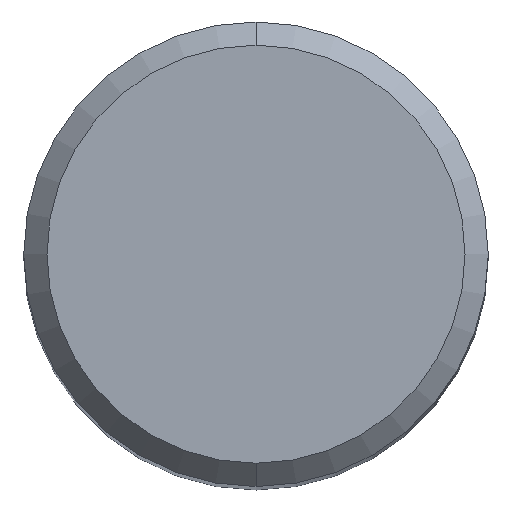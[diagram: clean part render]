
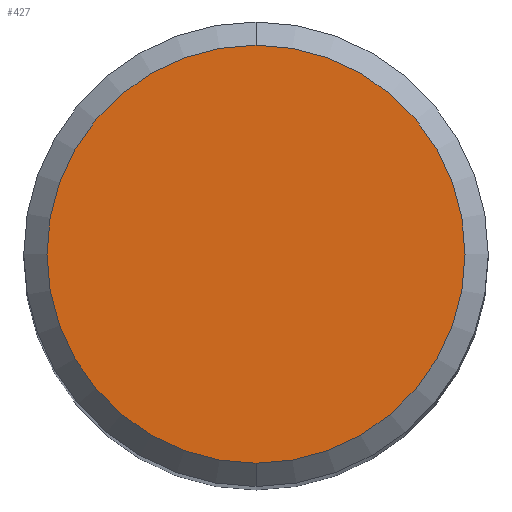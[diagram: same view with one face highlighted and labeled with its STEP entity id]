
A CAD part, top view. The second image highlights one B-rep face of the part: STEP entity #427.
In plain terms, the highlighted planar face has unit normal (0, 0, 1).
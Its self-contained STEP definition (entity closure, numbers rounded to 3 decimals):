
#237=VERTEX_POINT('',#549);
#315=EDGE_CURVE('',#237,#355,#631,.T.);
#355=VERTEX_POINT('',#677);
#427=ADVANCED_FACE('',(#760),#761,.T.);
#435=EDGE_CURVE('',#355,#237,#769,.T.);
#549=CARTESIAN_POINT('',(0.,-4.5,0.0));
#631=CIRCLE('',#1149,4.5);
#677=CARTESIAN_POINT('',(0.0,4.5,0.0));
#760=FACE_OUTER_BOUND('',#1390,.T.);
#761=PLANE('',#1391);
#769=CIRCLE('',#1419,4.5);
#1149=AXIS2_PLACEMENT_3D('',#1607,#1608,#1609);
#1390=EDGE_LOOP('',(#1781,#1782));
#1391=AXIS2_PLACEMENT_3D('',#1783,#1784,#1785);
#1419=AXIS2_PLACEMENT_3D('',#1790,#1791,#1792);
#1607=CARTESIAN_POINT('',(0.0,0.0,0.0));
#1608=DIRECTION('',(0.0,0.0,-1.0));
#1609=DIRECTION('',(0.0,1.0,0.0));
#1781=ORIENTED_EDGE('',*,*,#435,.F.);
#1782=ORIENTED_EDGE('',*,*,#315,.F.);
#1783=CARTESIAN_POINT('',(0.0,2.25,0.0));
#1784=DIRECTION('',(-0.0,0.0,1.0));
#1785=DIRECTION('',(0.0,-1.0,0.0));
#1790=CARTESIAN_POINT('',(0.0,0.0,0.0));
#1791=DIRECTION('',(0.0,0.0,-1.0));
#1792=DIRECTION('',(0.0,1.0,0.0));
